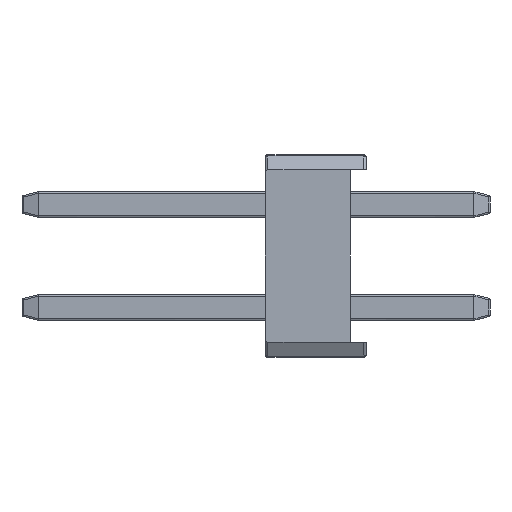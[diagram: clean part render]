
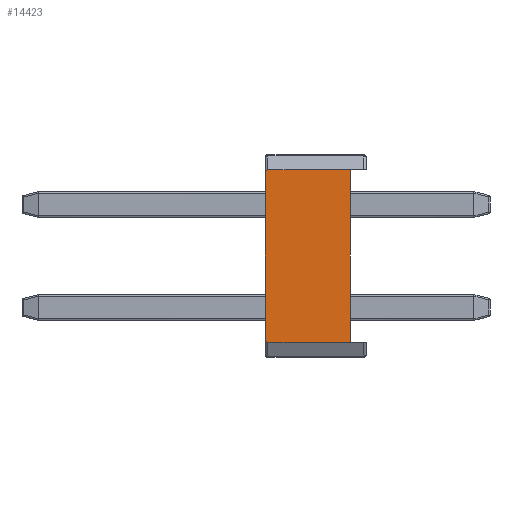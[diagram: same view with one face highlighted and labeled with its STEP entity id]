
A CAD part, left-side view. The second image highlights one B-rep face of the part: STEP entity #14423.
In plain terms, the highlighted planar face has unit normal (-1, 0, 0).
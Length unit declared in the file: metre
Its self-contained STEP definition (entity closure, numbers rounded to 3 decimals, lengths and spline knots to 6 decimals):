
#419=PLANE('',#16309);
#1876=LINE('',#25820,#3036);
#1920=LINE('',#25920,#3080);
#1921=LINE('',#25922,#3081);
#1922=LINE('',#25923,#3082);
#3036=VECTOR('',#20438,1.);
#3080=VECTOR('',#20546,1.);
#3081=VECTOR('',#20549,1.);
#3082=VECTOR('',#20550,1.);
#7278=ORIENTED_EDGE('',*,*,#9689,.F.);
#7279=ORIENTED_EDGE('',*,*,#9600,.T.);
#7280=ORIENTED_EDGE('',*,*,#9690,.T.);
#7281=ORIENTED_EDGE('',*,*,#9636,.F.);
#7282=ORIENTED_EDGE('',*,*,#9688,.F.);
#7283=ORIENTED_EDGE('',*,*,#9622,.T.);
#9600=EDGE_CURVE('',#10988,#10989,#11653,.T.);
#9622=EDGE_CURVE('',#11003,#11004,#11656,.T.);
#9636=EDGE_CURVE('',#11012,#11013,#1876,.T.);
#9688=EDGE_CURVE('',#11003,#11012,#1920,.T.);
#9689=EDGE_CURVE('',#10988,#11004,#1921,.T.);
#9690=EDGE_CURVE('',#10989,#11013,#1922,.T.);
#10988=VERTEX_POINT('',#25650);
#10989=VERTEX_POINT('',#25651);
#11003=VERTEX_POINT('',#25767);
#11004=VERTEX_POINT('',#25768);
#11012=VERTEX_POINT('',#25821);
#11013=VERTEX_POINT('',#25822);
#11653=CIRCLE('',#16260,0.00007);
#11656=CIRCLE('',#16270,0.00007);
#12541=EDGE_LOOP('',(#7278,#7279,#7280,#7281,#7282,#7283));
#13471=FACE_BOUND('',#12541,.T.);
#14423=ADVANCED_FACE('',(#13471),#419,.F.);
#16260=AXIS2_PLACEMENT_3D('',#25649,#20386,#20387);
#16270=AXIS2_PLACEMENT_3D('',#25766,#20416,#20417);
#16309=AXIS2_PLACEMENT_3D('',#25921,#20547,#20548);
#20386=DIRECTION('',(-1.,0.,0.));
#20387=DIRECTION('',(0.,0.,-1.));
#20416=DIRECTION('',(-1.,0.,0.));
#20417=DIRECTION('',(0.,0.,-1.));
#20438=DIRECTION('',(0.,0.,-1.));
#20546=DIRECTION('',(0.,-1.,0.));
#20547=DIRECTION('',(1.,0.,0.));
#20548=DIRECTION('',(0.,0.,-1.));
#20549=DIRECTION('',(0.,0.,1.));
#20550=DIRECTION('',(0.,-1.,0.));
#25649=CARTESIAN_POINT('',(-0.00127,0.00118,-0.002055));
#25650=CARTESIAN_POINT('',(-0.00127,0.00125,-0.002055));
#25651=CARTESIAN_POINT('',(-0.00127,0.00118,-0.002125));
#25766=CARTESIAN_POINT('',(-0.00127,0.00118,0.002055));
#25767=CARTESIAN_POINT('',(-0.00127,0.00118,0.002125));
#25768=CARTESIAN_POINT('',(-0.00127,0.00125,0.002055));
#25820=CARTESIAN_POINT('',(-0.00127,-0.00085,-0.002125));
#25821=CARTESIAN_POINT('',(-0.00127,-0.00085,0.002125));
#25822=CARTESIAN_POINT('',(-0.00127,-0.00085,-0.002125));
#25920=CARTESIAN_POINT('',(-0.00127,0.00125,0.002125));
#25921=CARTESIAN_POINT('',(-0.00127,0.00125,-0.002125));
#25922=CARTESIAN_POINT('',(-0.00127,0.00125,-0.002125));
#25923=CARTESIAN_POINT('',(-0.00127,0.00125,-0.002125));
